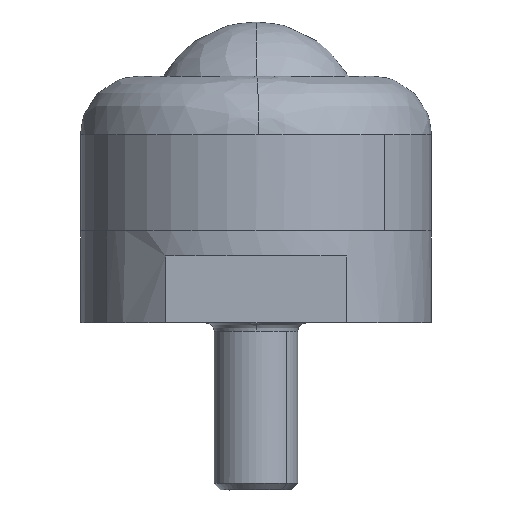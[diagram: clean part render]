
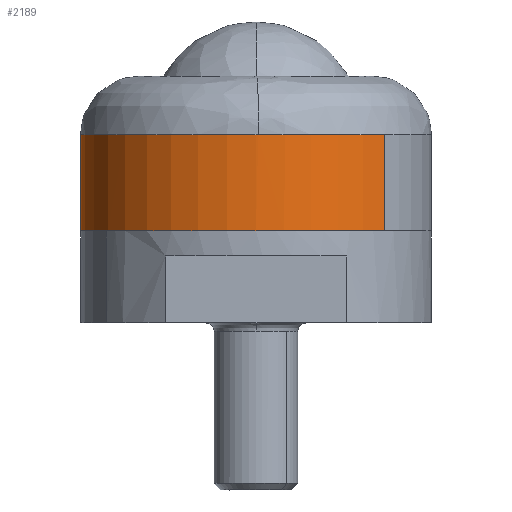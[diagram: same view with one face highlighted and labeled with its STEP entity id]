
A CAD part, left-side view. The second image highlights one B-rep face of the part: STEP entity #2189.
In plain terms, the highlighted free-form (B-spline) face has degree [2, 1] with [5, 2] control points.
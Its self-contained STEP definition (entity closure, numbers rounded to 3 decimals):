
#1778=CARTESIAN_POINT('',(14.263,15.413,11.5));
#1779=VERTEX_POINT('',#1778);
#1793=CARTESIAN_POINT('',(-0.132,21.,11.5));
#1794=VERTEX_POINT('',#1793);
#1795=CARTESIAN_POINT('',(-0.132,21.,11.5));
#1796=CARTESIAN_POINT('',(0.774,21.005,11.5));
#1797=CARTESIAN_POINT('',(2.339,20.914,11.5));
#1798=CARTESIAN_POINT('',(4.899,20.474,11.5));
#1799=CARTESIAN_POINT('',(7.232,19.776,11.5));
#1800=CARTESIAN_POINT('',(9.57,18.739,11.5));
#1801=CARTESIAN_POINT('',(11.888,17.393,11.5));
#1802=CARTESIAN_POINT('',(13.417,16.196,11.5));
#1803=CARTESIAN_POINT('',(14.263,15.413,11.5));
#1804=B_SPLINE_CURVE_WITH_KNOTS('',3,(#1795,#1796,#1797,#1798,#1799,#1800,#1801,#1802,#1803),.UNSPECIFIED.,.F.,.U.,(4,1,1,1,1,1,4),(0.,2.718,4.694,7.782,10.006,12.353,15.812),.UNSPECIFIED.);
#1805=EDGE_CURVE('',#1794,#1779,#1804,.T.);
#1807=CARTESIAN_POINT('',(-21.0,0.0,11.5));
#1808=VERTEX_POINT('',#1807);
#1809=CARTESIAN_POINT('',(-21.0,0.0,11.5));
#1810=CARTESIAN_POINT('',(-21.,0.941,11.5));
#1811=CARTESIAN_POINT('',(-20.899,2.438,11.5));
#1812=CARTESIAN_POINT('',(-20.499,4.715,11.5));
#1813=CARTESIAN_POINT('',(-19.958,6.655,11.5));
#1814=CARTESIAN_POINT('',(-19.093,8.846,11.5));
#1815=CARTESIAN_POINT('',(-17.832,11.235,11.5));
#1816=CARTESIAN_POINT('',(-16.03,13.693,11.5));
#1817=CARTESIAN_POINT('',(-13.695,16.028,11.5));
#1818=CARTESIAN_POINT('',(-11.411,17.703,11.5));
#1819=CARTESIAN_POINT('',(-9.307,18.856,11.5));
#1820=CARTESIAN_POINT('',(-7.464,19.663,11.5));
#1821=CARTESIAN_POINT('',(-5.348,20.359,11.5));
#1822=CARTESIAN_POINT('',(-2.826,20.867,11.5));
#1823=CARTESIAN_POINT('',(-1.03,20.994,11.5));
#1824=CARTESIAN_POINT('',(-0.132,21.,11.5));
#1825=B_SPLINE_CURVE_WITH_KNOTS('',3,(#1809,#1810,#1811,#1812,#1813,#1814,#1815,#1816,#1817,#1818,#1819,#1820,#1821,#1822,#1823,#1824),.UNSPECIFIED.,.F.,.U.,(4,1,1,1,1,1,1,1,1,1,1,1,1,4),(0.,2.823,4.492,6.93,8.855,11.551,15.016,17.967,21.433,23.486,25.154,27.465,30.16,32.855),.UNSPECIFIED.);
#1826=EDGE_CURVE('',#1808,#1794,#1825,.T.);
#1828=CARTESIAN_POINT('',(-20.998,-0.264,11.5));
#1829=VERTEX_POINT('',#1828);
#1830=CARTESIAN_POINT('',(-20.998,-0.264,11.5));
#1831=CARTESIAN_POINT('',(-21.0,0.0,11.5));
#1832=QUASI_UNIFORM_CURVE('',1,(#1830,#1831),.UNSPECIFIED.,.F.,.U.);
#1833=EDGE_CURVE('',#1829,#1808,#1832,.T.);
#1885=CARTESIAN_POINT('',(-14.263,-15.413,11.5));
#1886=VERTEX_POINT('',#1885);
#1887=CARTESIAN_POINT('',(-14.263,-15.413,11.5));
#1888=CARTESIAN_POINT('',(-14.914,-14.81,11.5));
#1889=CARTESIAN_POINT('',(-15.957,-13.715,11.5));
#1890=CARTESIAN_POINT('',(-17.36,-11.88,11.5));
#1891=CARTESIAN_POINT('',(-18.711,-9.684,11.5));
#1892=CARTESIAN_POINT('',(-19.924,-6.909,11.5));
#1893=CARTESIAN_POINT('',(-20.773,-3.634,11.5));
#1894=CARTESIAN_POINT('',(-20.984,-1.418,11.5));
#1895=CARTESIAN_POINT('',(-20.998,-0.264,11.5));
#1896=B_SPLINE_CURVE_WITH_KNOTS('',3,(#1887,#1888,#1889,#1890,#1891,#1892,#1893,#1894,#1895),.UNSPECIFIED.,.F.,.U.,(4,1,1,1,1,1,4),(0.,2.663,4.527,6.924,10.386,13.581,17.043),.UNSPECIFIED.);
#1897=EDGE_CURVE('',#1886,#1829,#1896,.T.);
#2103=CARTESIAN_POINT('',(-14.263,-15.413,11.788));
#2104=CARTESIAN_POINT('',(-29.676,-1.15,11.788));
#2105=CARTESIAN_POINT('',(-15.413,14.263,11.788));
#2106=CARTESIAN_POINT('',(-1.15,29.676,11.788));
#2107=CARTESIAN_POINT('',(14.263,15.413,11.788));
#2108=CARTESIAN_POINT('',(-14.263,-15.413,-0.295));
#2109=CARTESIAN_POINT('',(-29.676,-1.15,-0.295));
#2110=CARTESIAN_POINT('',(-15.413,14.263,-0.295));
#2111=CARTESIAN_POINT('',(-1.15,29.676,-0.295));
#2112=CARTESIAN_POINT('',(14.263,15.413,-0.295));
#2120=(BOUNDED_SURFACE()B_SPLINE_SURFACE(2,1,((#2103,#2108),(#2104,#2109),(#2105,#2110),(#2106,#2111),(#2107,#2112)),.UNSPECIFIED.,.F.,.F.,.U.)B_SPLINE_SURFACE_WITH_KNOTS((3,2,3),(2,2),(0.0,34.794,69.588),(0.0,12.082),.UNSPECIFIED.)GEOMETRIC_REPRESENTATION_ITEM()RATIONAL_B_SPLINE_SURFACE(((1.0,1.0),(0.707,0.707),(1.0,1.0),(0.707,0.707),(1.0,1.0)))REPRESENTATION_ITEM('')SURFACE());
#2121=ORIENTED_EDGE('',*,*,#1897,.T.);
#2122=ORIENTED_EDGE('',*,*,#1833,.T.);
#2123=ORIENTED_EDGE('',*,*,#1826,.T.);
#2124=ORIENTED_EDGE('',*,*,#1805,.T.);
#2125=CARTESIAN_POINT('',(14.263,15.413,0.));
#2126=VERTEX_POINT('',#2125);
#2127=CARTESIAN_POINT('',(14.263,15.413,11.5));
#2128=CARTESIAN_POINT('',(14.263,15.413,0.));
#2129=QUASI_UNIFORM_CURVE('',1,(#2127,#2128),.UNSPECIFIED.,.F.,.U.);
#2130=EDGE_CURVE('',#1779,#2126,#2129,.T.);
#2131=ORIENTED_EDGE('',*,*,#2130,.T.);
#2132=CARTESIAN_POINT('',(0.,21.0,0.0));
#2133=VERTEX_POINT('',#2132);
#2134=CARTESIAN_POINT('',(0.,21.0,0.0));
#2135=CARTESIAN_POINT('',(0.735,21.,0.));
#2136=CARTESIAN_POINT('',(2.246,20.921,0.));
#2137=CARTESIAN_POINT('',(4.87,20.496,0.));
#2138=CARTESIAN_POINT('',(7.69,19.631,0.));
#2139=CARTESIAN_POINT('',(10.415,18.308,0.));
#2140=CARTESIAN_POINT('',(12.562,16.882,0.));
#2141=CARTESIAN_POINT('',(13.753,15.885,0.));
#2142=CARTESIAN_POINT('',(14.263,15.413,0.));
#2143=B_SPLINE_CURVE_WITH_KNOTS('',3,(#2134,#2135,#2136,#2137,#2138,#2139,#2140,#2141,#2142),.UNSPECIFIED.,.F.,.U.,(4,1,1,1,1,1,4),(0.,2.205,4.532,7.962,11.025,13.597,15.68),.UNSPECIFIED.);
#2144=EDGE_CURVE('',#2133,#2126,#2143,.T.);
#2145=ORIENTED_EDGE('',*,*,#2144,.F.);
#2146=CARTESIAN_POINT('',(-21.0,0.0,0.0));
#2147=VERTEX_POINT('',#2146);
#2148=CARTESIAN_POINT('',(-21.0,0.0,0.0));
#2149=CARTESIAN_POINT('',(-21.,1.203,0.0));
#2150=CARTESIAN_POINT('',(-20.83,3.178,0.0));
#2151=CARTESIAN_POINT('',(-20.268,5.609,0.0));
#2152=CARTESIAN_POINT('',(-19.621,7.568,0.0));
#2153=CARTESIAN_POINT('',(-18.744,9.579,0.0));
#2154=CARTESIAN_POINT('',(-17.372,11.918,0.0));
#2155=CARTESIAN_POINT('',(-15.663,14.08,0.0));
#2156=CARTESIAN_POINT('',(-13.748,15.937,0.0));
#2157=CARTESIAN_POINT('',(-11.869,17.376,0.0));
#2158=CARTESIAN_POINT('',(-9.77,18.643,0.0));
#2159=CARTESIAN_POINT('',(-7.34,19.747,0.0));
#2160=CARTESIAN_POINT('',(-4.863,20.482,0.0));
#2161=CARTESIAN_POINT('',(-2.362,20.908,0.0));
#2162=CARTESIAN_POINT('',(-0.859,21.,0.0));
#2163=CARTESIAN_POINT('',(0.,21.0,0.0));
#2164=B_SPLINE_CURVE_WITH_KNOTS('',3,(#2148,#2149,#2150,#2151,#2152,#2153,#2154,#2155,#2156,#2157,#2158,#2159,#2160,#2161,#2162,#2163),.UNSPECIFIED.,.F.,.U.,(4,1,1,1,1,1,1,1,1,1,1,1,1,4),(0.,3.608,5.927,7.474,9.793,12.499,15.591,18.04,20.488,22.678,25.384,28.477,30.41,32.987),.UNSPECIFIED.);
#2165=EDGE_CURVE('',#2147,#2133,#2164,.T.);
#2166=ORIENTED_EDGE('',*,*,#2165,.F.);
#2167=CARTESIAN_POINT('',(-14.263,-15.413,0.));
#2168=VERTEX_POINT('',#2167);
#2169=CARTESIAN_POINT('',(-14.263,-15.413,0.));
#2170=CARTESIAN_POINT('',(-15.222,-14.526,0.));
#2171=CARTESIAN_POINT('',(-16.521,-13.076,0.));
#2172=CARTESIAN_POINT('',(-18.007,-10.868,0.));
#2173=CARTESIAN_POINT('',(-18.995,-9.042,0.));
#2174=CARTESIAN_POINT('',(-19.859,-6.957,0.));
#2175=CARTESIAN_POINT('',(-20.515,-4.703,0.));
#2176=CARTESIAN_POINT('',(-20.914,-2.344,0.));
#2177=CARTESIAN_POINT('',(-21.,-0.766,0.));
#2178=CARTESIAN_POINT('',(-21.0,0.0,0.0));
#2179=B_SPLINE_CURVE_WITH_KNOTS('',3,(#2169,#2170,#2171,#2172,#2173,#2174,#2175,#2176,#2177,#2178),.UNSPECIFIED.,.F.,.U.,(4,1,1,1,1,1,1,4),(0.,3.921,5.814,7.977,10.141,12.575,15.008,17.307),.UNSPECIFIED.);
#2180=EDGE_CURVE('',#2168,#2147,#2179,.T.);
#2181=ORIENTED_EDGE('',*,*,#2180,.F.);
#2182=CARTESIAN_POINT('',(-14.263,-15.413,11.5));
#2183=CARTESIAN_POINT('',(-14.263,-15.413,0.));
#2184=QUASI_UNIFORM_CURVE('',1,(#2182,#2183),.UNSPECIFIED.,.F.,.U.);
#2185=EDGE_CURVE('',#1886,#2168,#2184,.T.);
#2186=ORIENTED_EDGE('',*,*,#2185,.F.);
#2187=EDGE_LOOP('',(#2121,#2122,#2123,#2124,#2131,#2145,#2166,#2181,#2186));
#2188=FACE_OUTER_BOUND('',#2187,.T.);
#2189=ADVANCED_FACE('',(#2188),#2120,.T.);
